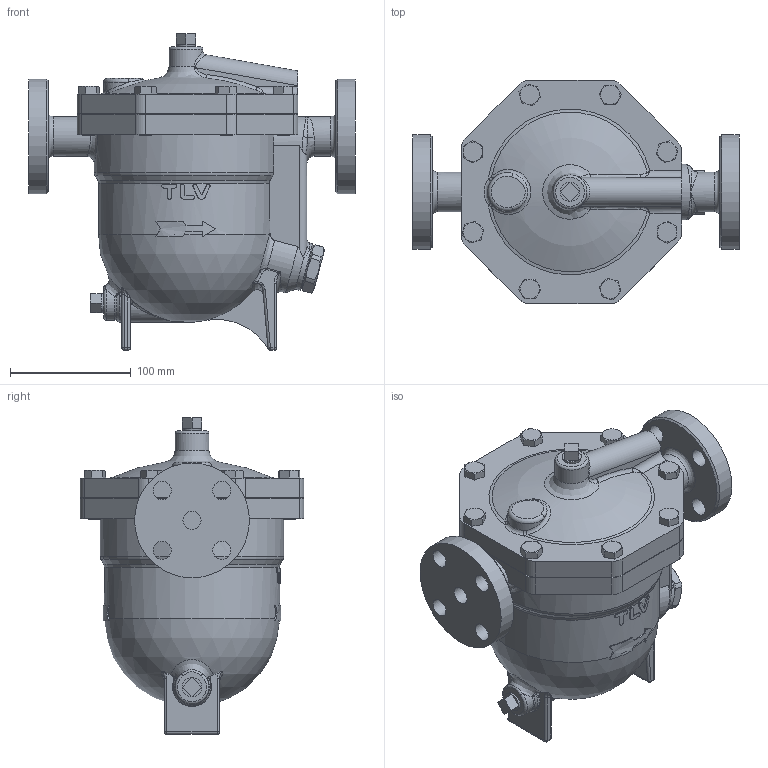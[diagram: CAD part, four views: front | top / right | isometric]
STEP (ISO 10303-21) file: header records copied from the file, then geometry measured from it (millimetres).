
FILE_DESCRIPTION((''),'2;1');
FILE_NAME('j7x00-015-jis10-00.stp','2010-09-25T14:13:16',('nakaot'),(''),'Autodesk Inventor 2008','Autodesk Inventor 2008','');
FILE_SCHEMA(('AUTOMOTIVE_DESIGN { 1 0 10303 214 1 1 1 1 }'));
Length unit declared in the file: millimetre
Products named in the file (1): j7x00-015-jis10-00
Bounding box: 270 x 185 x 262 mm (x, y, z)
Volume: 3818687.6 mm3; surface area: 233560.1 mm2
Topology: 1 solids, 1 shells, 450 faces, 1114 edges, 681 vertices
Faces by surface type: plane 161, bspline 127, cylinder 89, cone 58, sphere 10, torus 5
Full cylindrical faces by diameter (mm): 10 x16, 15 x5, 28 x1, 33 x2, 40 x1, 95 x1, 150 x1
Entity records: 28141 total; most frequent: CARTESIAN_POINT 18825, ORIENTED_EDGE 2034, DIRECTION 1675, EDGE_CURVE 1017, AXIS2_PLACEMENT_3D 679, VERTEX_POINT 657, EDGE_LOOP 570, FACE_OUTER_BOUND 450
